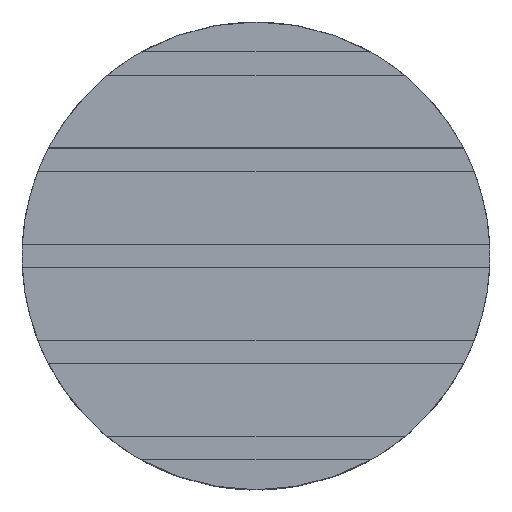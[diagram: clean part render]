
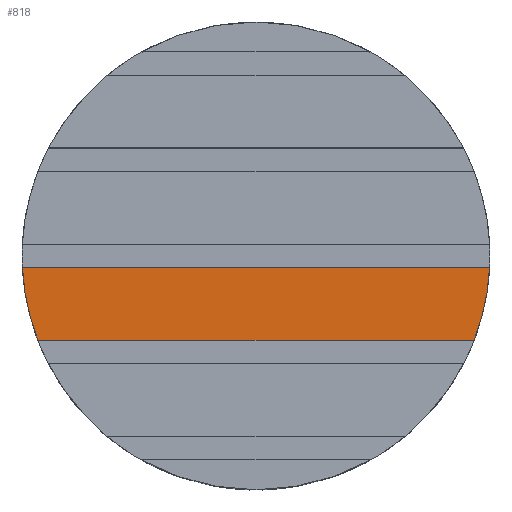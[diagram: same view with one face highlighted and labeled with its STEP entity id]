
A CAD part, top view. The second image highlights one B-rep face of the part: STEP entity #818.
In plain terms, the highlighted planar face has unit normal (0, 0, 1).
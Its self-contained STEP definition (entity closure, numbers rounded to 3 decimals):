
#800=AXIS2_PLACEMENT_3D('Plane Axis2P3D',#797,#798,#799) ;
#804=AXIS2_PLACEMENT_3D('Circle Axis2P3D',#802,#803,$) ;
#809=AXIS2_PLACEMENT_3D('Circle Axis2P3D',#807,#808,$) ;
#666=CARTESIAN_POINT('Vertex',(-349.857,-135.,300.)) ;
#680=CARTESIAN_POINT('Vertex',(349.857,-135.,300.)) ;
#683=CARTESIAN_POINT('Line Origine',(0.,-135.,300.)) ;
#704=CARTESIAN_POINT('Vertex',(374.518,-19.,300.)) ;
#720=CARTESIAN_POINT('Vertex',(-374.518,-19.,300.)) ;
#723=CARTESIAN_POINT('Line Origine',(0.,-19.,300.)) ;
#797=CARTESIAN_POINT('Axis2P3D Location',(0.,0.,300.)) ;
#802=CARTESIAN_POINT('Axis2P3D Location',(0.,0.,300.)) ;
#807=CARTESIAN_POINT('Axis2P3D Location',(0.,0.,300.)) ;
#684=DIRECTION('Vector Direction',(-1.,0.,0.)) ;
#724=DIRECTION('Vector Direction',(-1.,0.,0.)) ;
#798=DIRECTION('Axis2P3D Direction',(0.,0.,1.)) ;
#799=DIRECTION('Axis2P3D XDirection',(1.,0.,0.)) ;
#803=DIRECTION('Axis2P3D Direction',(0.,0.,1.)) ;
#808=DIRECTION('Axis2P3D Direction',(0.,0.,1.)) ;
#685=VECTOR('Line Direction',#684,1.) ;
#725=VECTOR('Line Direction',#724,1.) ;
#813=ORIENTED_EDGE('',*,*,#806,.T.) ;
#814=ORIENTED_EDGE('',*,*,#727,.T.) ;
#815=ORIENTED_EDGE('',*,*,#811,.T.) ;
#816=ORIENTED_EDGE('',*,*,#687,.F.) ;
#818=ADVANCED_FACE('Corps principal',(#817),#801,.T.) ;
#805=CIRCLE('generated circle',#804,375.) ;
#810=CIRCLE('generated circle',#809,375.) ;
#687=EDGE_CURVE('',#681,#667,#686,.T.) ;
#727=EDGE_CURVE('',#705,#721,#726,.T.) ;
#806=EDGE_CURVE('',#681,#705,#805,.T.) ;
#811=EDGE_CURVE('',#721,#667,#810,.T.) ;
#812=EDGE_LOOP('',(#813,#814,#815,#816)) ;
#817=FACE_OUTER_BOUND('',#812,.T.) ;
#686=LINE('Line',#683,#685) ;
#726=LINE('Line',#723,#725) ;
#801=PLANE('Plane',#800) ;
#667=VERTEX_POINT('',#666) ;
#681=VERTEX_POINT('',#680) ;
#705=VERTEX_POINT('',#704) ;
#721=VERTEX_POINT('',#720) ;
